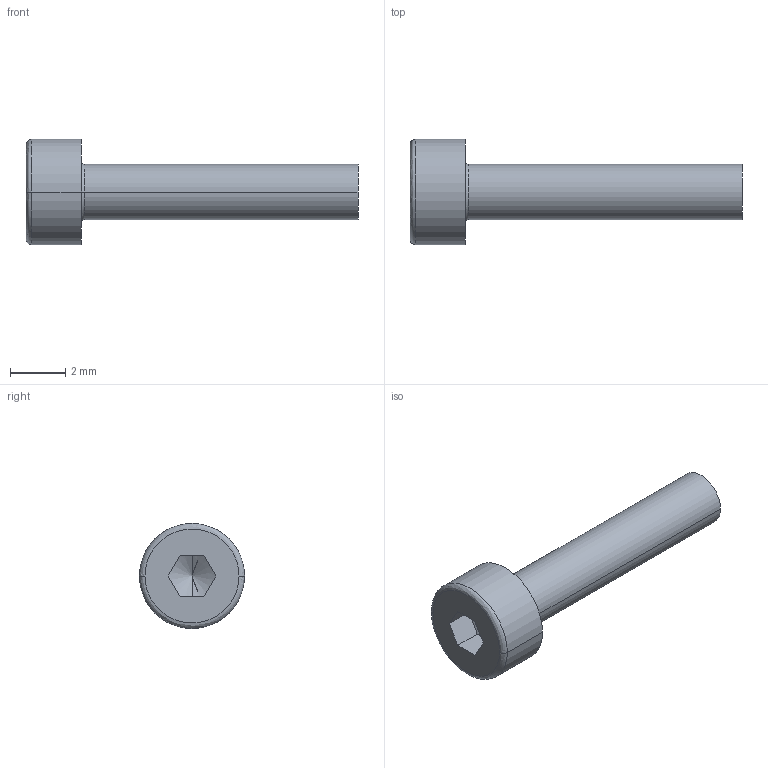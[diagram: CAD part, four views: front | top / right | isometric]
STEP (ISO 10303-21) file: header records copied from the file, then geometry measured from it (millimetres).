
FILE_DESCRIPTION (( 'STEP AP214' ), '1' );
FILE_NAME ('M2X10戚芛.step', '2018-06-21T12:58:26', ( 'User' ), ( 'china' ), 'SwSTEP 2.0', 'SolidWorks 2016', '' );
FILE_SCHEMA (( 'AUTOMOTIVE_DESIGN' ));
Length unit declared in the file: millimetre
Products named in the file (1): M2X10戚芛
Bounding box: 12 x 3.8 x 3.8 mm (x, y, z)
Volume: 51.7 mm3; surface area: 114.5 mm2
Topology: 1 solids, 1 shells, 25 faces, 50 edges, 27 vertices
Faces by surface type: plane 15, bspline 4, cylinder 4, cone 2
Entity records: 731 total; most frequent: CARTESIAN_POINT 203, DIRECTION 108, ORIENTED_EDGE 96, EDGE_CURVE 48, AXIS2_PLACEMENT_3D 42, EDGE_LOOP 27, VERTEX_POINT 27, ADVANCED_FACE 25
